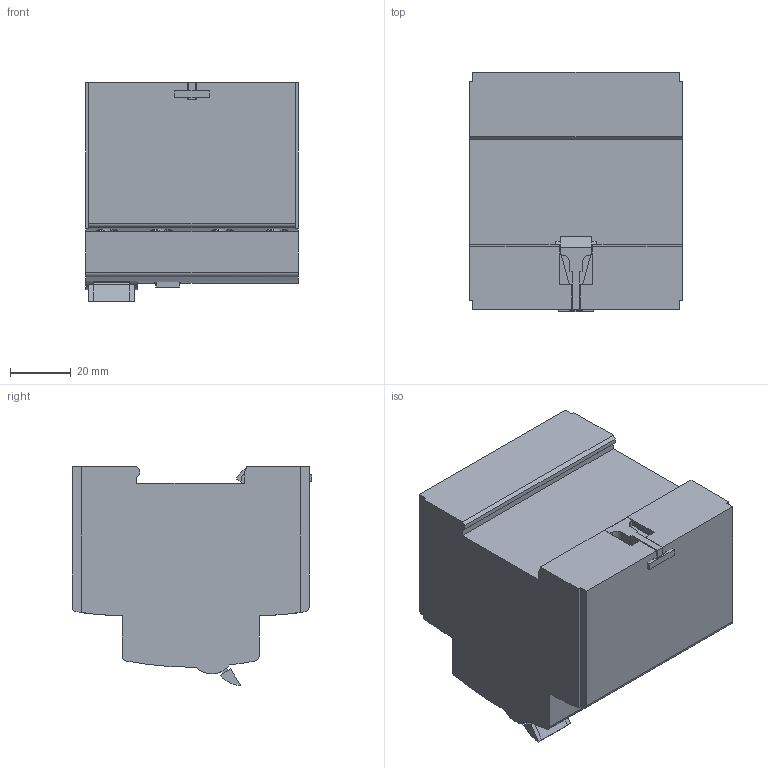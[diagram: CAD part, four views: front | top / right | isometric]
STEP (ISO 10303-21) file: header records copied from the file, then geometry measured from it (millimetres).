
FILE_DESCRIPTION (( 'STEP AP203' ), '1' );
FILE_NAME ('ﾓﾇﾎ ﾂﾄ-100 PROxima 4ﾐ.STEP', '2018-09-21T08:48:31', ( '' ), ( '' ), 'SwSTEP 2.0', 'SolidWorks 2017', '' );
FILE_SCHEMA (( 'CONFIG_CONTROL_DESIGN' ));
Length unit declared in the file: millimetre
Products named in the file (1): ﾓﾇﾎ ﾂﾄ-100 PROxima 4ﾐ
Bounding box: 70 x 78.9 x 72 mm (x, y, z)
Volume: 301241.2 mm3; surface area: 33569.2 mm2
Topology: 12 solids, 12 shells, 299 faces, 781 edges, 512 vertices
Faces by surface type: plane 229, cylinder 66, sphere 4
Entity records: 9636 total; most frequent: CARTESIAN_POINT 2109, ORIENTED_EDGE 1554, DIRECTION 1527, EDGE_CURVE 777, VECTOR 595, LINE 595, VERTEX_POINT 512, AXIS2_PLACEMENT_3D 466
